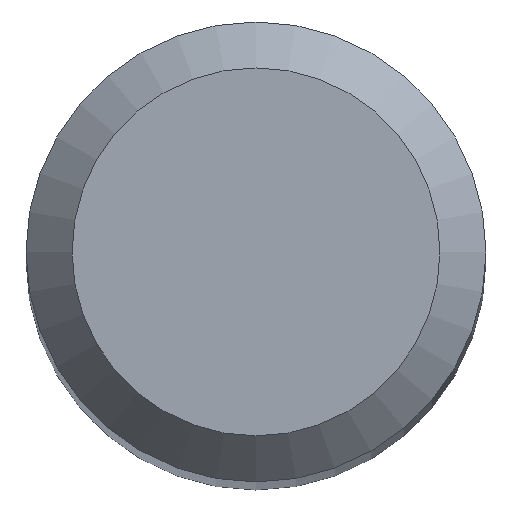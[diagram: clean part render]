
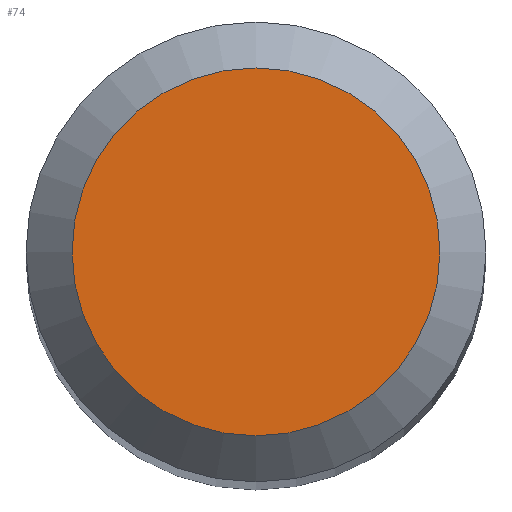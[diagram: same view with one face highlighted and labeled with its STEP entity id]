
A CAD part, top view. The second image highlights one B-rep face of the part: STEP entity #74.
In plain terms, the highlighted planar face has unit normal (0, 0, 1).
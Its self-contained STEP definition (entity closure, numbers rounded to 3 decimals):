
#3 = FACE_OUTER_BOUND ( 'NONE', #34, .T. ) ;
#34 = EDGE_LOOP ( 'NONE', ( #175 ) ) ;
#70 = VERTEX_POINT ( 'NONE', #157 ) ;
#74 = ADVANCED_FACE ( 'NONE', ( #3 ), #119, .F. ) ;
#119 = PLANE ( 'NONE',  #177 ) ;
#122 = DIRECTION ( 'NONE',  ( -1., 0., 0. ) ) ;
#152 = DIRECTION ( 'NONE',  ( 0., 0., -1. ) ) ;
#154 = DIRECTION ( 'NONE',  ( 0., 0., -1. ) ) ;
#157 = CARTESIAN_POINT ( 'NONE',  ( -1.2, 0., 38. ) ) ;
#165 = EDGE_CURVE ( 'NONE', #70, #70, #269, .T. ) ;
#175 = ORIENTED_EDGE ( 'NONE', *, *, #165, .F. ) ;
#177 = AXIS2_PLACEMENT_3D ( 'NONE', #346, #152, #122 ) ;
#251 = DIRECTION ( 'NONE',  ( -1., 0., 0. ) ) ;
#269 = CIRCLE ( 'NONE', #282, 1.2 ) ;
#282 = AXIS2_PLACEMENT_3D ( 'NONE', #318, #154, #251 ) ;
#318 = CARTESIAN_POINT ( 'NONE',  ( 0., 0., 38. ) ) ;
#346 = CARTESIAN_POINT ( 'NONE',  ( 0., 0., 38. ) ) ;
